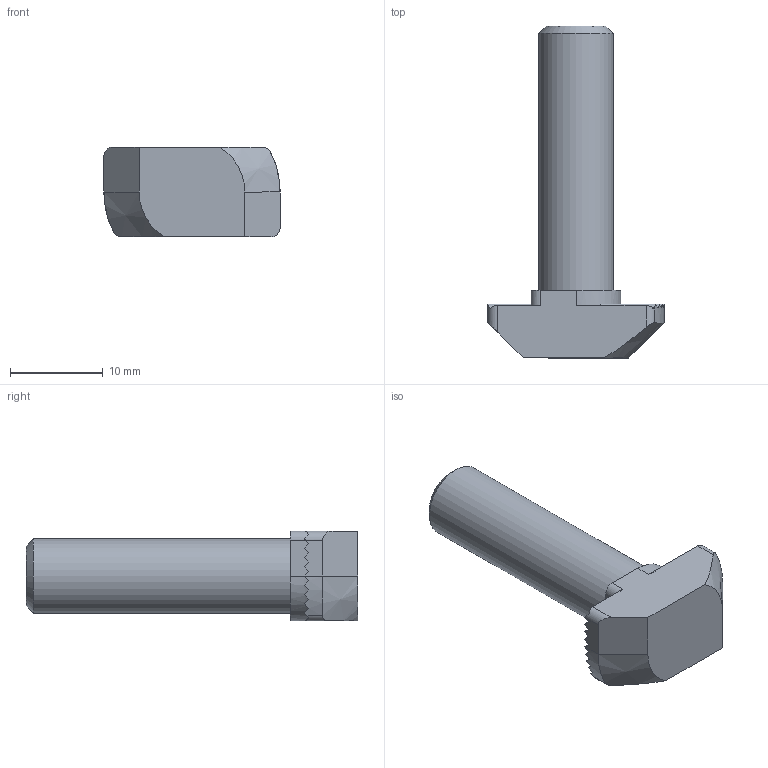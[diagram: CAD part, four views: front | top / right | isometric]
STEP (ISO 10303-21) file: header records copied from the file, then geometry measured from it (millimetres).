
FILE_DESCRIPTION( ( 'STEP AP214' ), '1' );
FILE_NAME( 'K1029.1008030X30.stp', '2020-12-10T09:17:52', ( '' ), ( '' ), ' ', 'PARTsolutions', ' ' );
FILE_SCHEMA( ( 'AUTOMOTIVE_DESIGN { 1 0 10303 214 1 1 1 1 }' ) );
Length unit declared in the file: millimetre
Products named in the file (1): _K1029.1008030X30
Bounding box: 19 x 35.8 x 9.7 mm (x, y, z)
Volume: 2425 mm3; surface area: 1393.1 mm2
Topology: 1 solids, 1 shells, 65 faces, 182 edges, 120 vertices
Faces by surface type: plane 51, cylinder 11, cone 3
Full cylindrical faces by diameter (mm): 8 x1
Entity records: 2644 total; most frequent: CARTESIAN_POINT 388, DIRECTION 374, ORIENTED_EDGE 358, EDGE_CURVE 179, AXIS2_PLACEMENT_3D 133, VERTEX_POINT 119, LINE 108, VECTOR 108
